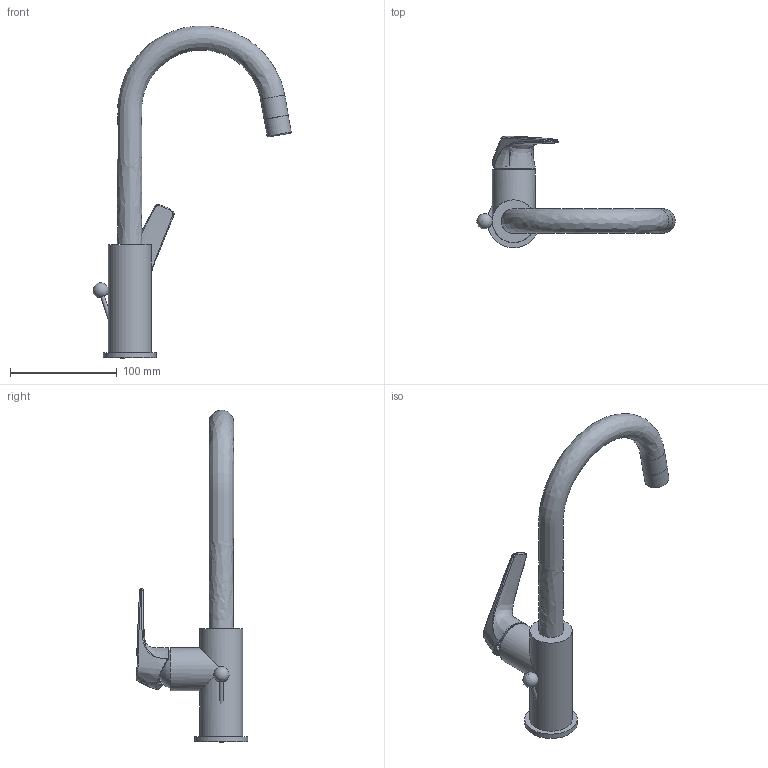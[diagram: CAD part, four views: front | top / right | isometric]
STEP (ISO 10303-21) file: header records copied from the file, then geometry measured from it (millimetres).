
FILE_DESCRIPTION(/* description */ ('Unknown'),/* implementation_level */ '2;1');
FILE_NAME(/* name */ '23753000',/* time_stamp */ '2022-09-08T10:38:30+02:00',/* author */ ('Unknown'),/* organization */ ('GROHE AG'),/* preprocessor_version */ 'ST-DEVELOPER v16.7',/* originating_system */ 'DEX',/* authorisation */ $);
FILE_SCHEMA (('AUTOMOTIVE_DESIGN {1 0 10303 214 3 1 1}'));
Length unit declared in the file: millimetre
Products named in the file (10): 23753000; 23753000_0; 62311-32-00; 23753000_1; 23753000_2; 23753000_3; 23753000_4; 23753000_5; 23753000_6
Assembly tree (9 placements, depth 2):
  23753000
    23753000
    23753000_0
    62311-32-00
    23753000_1
    23753000_2
    23753000_3
    23753000_4
    23753000_5
    23753000_6
Bounding box: 185.64 x 104.41 x 310.75 mm (x, y, z)
Volume: 354302.9 mm3; surface area: 68617.9 mm2
Topology: 9 solids, 9 shells, 337 faces, 808 edges, 499 vertices
Faces by surface type: plane 121, bspline 121, cylinder 69, sphere 11, cone 10, torus 5
Full cylindrical faces by diameter (mm): 3.242 x1, 3.45 x1, 4 x1, 4.1 x1, 6 x1, 6.5 x2, 6.7 x1, 8.4 x1, 22.8 x1, 23 x1, 34.8 x1, 36.9 x2, 40 x2, 49.5 x1
Entity records: 23046 total; most frequent: CARTESIAN_POINT 14383, ORIENTED_EDGE 1532, DIRECTION 907, EDGE_CURVE 766, VERTEX_POINT 486, EDGE_LOOP 380, FACE_BOUND 380, ADVANCED_FACE 337
